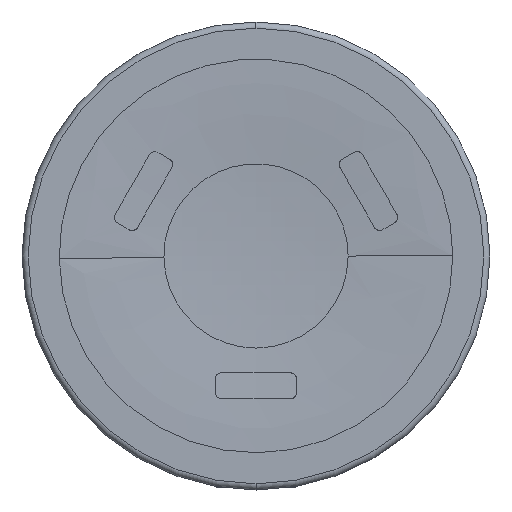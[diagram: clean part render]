
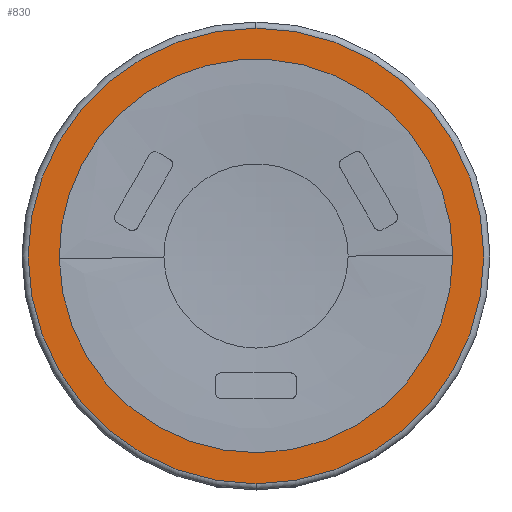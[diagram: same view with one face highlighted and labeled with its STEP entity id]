
A CAD part, top view. The second image highlights one B-rep face of the part: STEP entity #830.
In plain terms, the highlighted planar face has unit normal (0, 0, 1).
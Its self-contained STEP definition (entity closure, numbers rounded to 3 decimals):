
#1=CARTESIAN_POINT('',(-0.006,-0.006,
-0.001));
#2=DIRECTION('',(0.,0.,1.));
#3=DIRECTION('',(-1.,-0.014,0.));
#4=AXIS2_PLACEMENT_3D('',#1,#2,#3);
#11=CARTESIAN_POINT('',(159.786,-0.01,
0.));
#50=CARTESIAN_POINT('',(-0.002,-0.003,
-0.002));
#51=DIRECTION('',(0.,0.,-1.));
#52=DIRECTION('',(0.,1.,0.));
#53=AXIS2_PLACEMENT_3D('',#50,#51,#52);
#60=CARTESIAN_POINT('',(-0.01,-0.003,
-0.002));
#61=DIRECTION('',(0.,0.,-1.));
#62=DIRECTION('',(0.,-1.,0.));
#63=AXIS2_PLACEMENT_3D('',#60,#61,#62);
#388=CARTESIAN_POINT('',(-0.006,-0.006,
0.));
#389=DIRECTION('',(0.,0.,1.));
#390=DIRECTION('',(1.,0.,0.));
#391=AXIS2_PLACEMENT_3D('',#388,#389,#390);
#668=VERTEX_POINT('',#11);
#672=CARTESIAN_POINT('',(-159.783,-2.245,
-0.001));
#673=VERTEX_POINT('',#672);
#686=CARTESIAN_POINT('',(-0.006,-185.004,
-0.002));
#687=VERTEX_POINT('',#686);
#688=CARTESIAN_POINT('',(-0.006,185.001,
-0.001));
#689=VERTEX_POINT('',#688);
#814=CARTESIAN_POINT('',(-237.506,-237.504,0.));
#815=DIRECTION('',(0.,0.,1.));
#816=DIRECTION('',(1.,0.,0.));
#817=AXIS2_PLACEMENT_3D('',#814,#815,#816);
#818=PLANE('',#817);
#820=ORIENTED_EDGE('',*,*,#819,.T.);
#822=ORIENTED_EDGE('',*,*,#821,.T.);
#823=EDGE_LOOP('',(#820,#822));
#824=FACE_OUTER_BOUND('',#823,.F.);
#825=ORIENTED_EDGE('',*,*,#785,.T.);
#827=ORIENTED_EDGE('',*,*,#826,.T.);
#828=EDGE_LOOP('',(#825,#827));
#829=FACE_BOUND('',#828,.F.);
#830=ADVANCED_FACE('',(#824,#829),#818,.T.);
#5=CIRCLE('',#4,159.792);
#54=CIRCLE('',#53,185.004);
#64=CIRCLE('',#63,185.004);
#392=CIRCLE('',#391,159.792);
#785=EDGE_CURVE('',#673,#668,#5,.T.);
#819=EDGE_CURVE('',#689,#687,#54,.T.);
#821=EDGE_CURVE('',#687,#689,#64,.T.);
#826=EDGE_CURVE('',#668,#673,#392,.T.);
